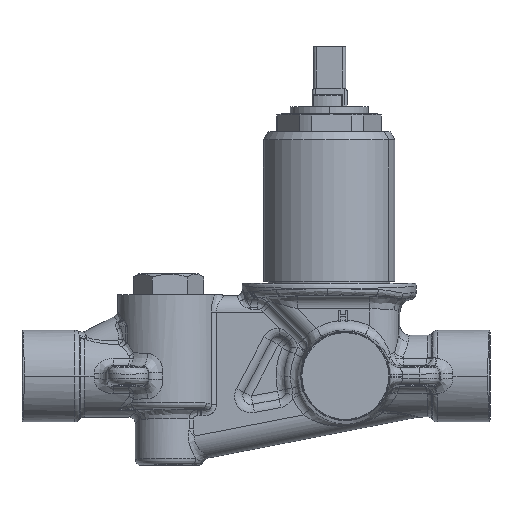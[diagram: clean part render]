
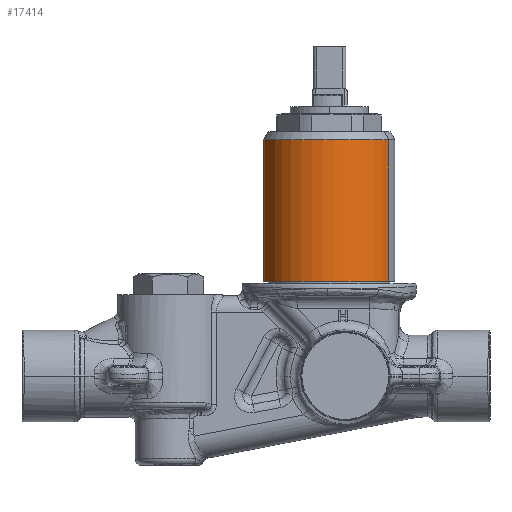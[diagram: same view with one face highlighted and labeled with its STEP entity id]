
A CAD part, left-side view. The second image highlights one B-rep face of the part: STEP entity #17414.
In plain terms, the highlighted cylindrical face has radius 20.5 mm (diameter 41 mm), a partial arc.
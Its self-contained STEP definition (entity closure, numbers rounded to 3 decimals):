
#672 = ORIENTED_EDGE ( 'NONE', *, *, #23196, .T. ) ;
#1011 = CARTESIAN_POINT ( 'NONE',  ( 50.973, 43.028, 152.925 ) ) ;
#1518 = CARTESIAN_POINT ( 'NONE',  ( 59.795, 61.533, 152.925 ) ) ;
#1616 = AXIS2_PLACEMENT_3D ( 'NONE', #19666, #7417, #21757 ) ;
#3080 = DIRECTION ( 'NONE',  ( -0.547, 0.837, 0. ) ) ;
#3280 = CARTESIAN_POINT ( 'NONE',  ( 42.151, 24.524, 152.925 ) ) ;
#4180 = VERTEX_POINT ( 'NONE', #1518 ) ;
#4559 = VERTEX_POINT ( 'NONE', #11594 ) ;
#5612 = VECTOR ( 'NONE', #14217, 1000. ) ;
#6099 = AXIS2_PLACEMENT_3D ( 'NONE', #11054, #21244, #25345 ) ;
#6183 = FACE_OUTER_BOUND ( 'NONE', #23524, .T. ) ;
#7417 = DIRECTION ( 'NONE',  ( 0., 0., -1. ) ) ;
#7561 = LINE ( 'NONE', #24380, #5612 ) ;
#10587 = VECTOR ( 'NONE', #14102, 1000. ) ;
#11054 = CARTESIAN_POINT ( 'NONE',  ( 50.973, 43.028, 135.023 ) ) ;
#11354 = EDGE_CURVE ( 'NONE', #22498, #23712, #7561, .T. ) ;
#11594 = CARTESIAN_POINT ( 'NONE',  ( 59.795, 61.533, 109.023 ) ) ;
#12864 = ORIENTED_EDGE ( 'NONE', *, *, #25055, .T. ) ;
#13506 = CIRCLE ( 'NONE', #16514, 20.5 ) ;
#14102 = DIRECTION ( 'NONE',  ( 0., 0., -1. ) ) ;
#14217 = DIRECTION ( 'NONE',  ( 0., 0., -1. ) ) ;
#15418 = DIRECTION ( 'NONE',  ( 0., 0., -1. ) ) ;
#15442 = ORIENTED_EDGE ( 'NONE', *, *, #16836, .F. ) ;
#16514 = AXIS2_PLACEMENT_3D ( 'NONE', #1011, #15418, #3080 ) ;
#16836 = EDGE_CURVE ( 'NONE', #23712, #4559, #22888, .T. ) ;
#16864 = CARTESIAN_POINT ( 'NONE',  ( 42.151, 24.524, 109.023 ) ) ;
#17414 = ADVANCED_FACE ( 'NONE', ( #6183 ), #21913, .T. ) ;
#18106 = CARTESIAN_POINT ( 'NONE',  ( 59.795, 61.533, 135.023 ) ) ;
#19666 = CARTESIAN_POINT ( 'NONE',  ( 50.973, 43.028, 109.023 ) ) ;
#20529 = ORIENTED_EDGE ( 'NONE', *, *, #11354, .F. ) ;
#20806 = LINE ( 'NONE', #18106, #10587 ) ;
#21244 = DIRECTION ( 'NONE',  ( 0., 0., -1. ) ) ;
#21757 = DIRECTION ( 'NONE',  ( -0.547, 0.837, 0. ) ) ;
#21913 = CYLINDRICAL_SURFACE ( 'NONE', #6099, 20.5 ) ;
#22498 = VERTEX_POINT ( 'NONE', #3280 ) ;
#22888 = CIRCLE ( 'NONE', #1616, 20.5 ) ;
#23196 = EDGE_CURVE ( 'NONE', #22498, #4180, #13506, .T. ) ;
#23524 = EDGE_LOOP ( 'NONE', ( #672, #12864, #15442, #20529 ) ) ;
#23712 = VERTEX_POINT ( 'NONE', #16864 ) ;
#24380 = CARTESIAN_POINT ( 'NONE',  ( 42.151, 24.524, 135.023 ) ) ;
#25055 = EDGE_CURVE ( 'NONE', #4180, #4559, #20806, .T. ) ;
#25345 = DIRECTION ( 'NONE',  ( -0.43, -0.903, 0. ) ) ;
